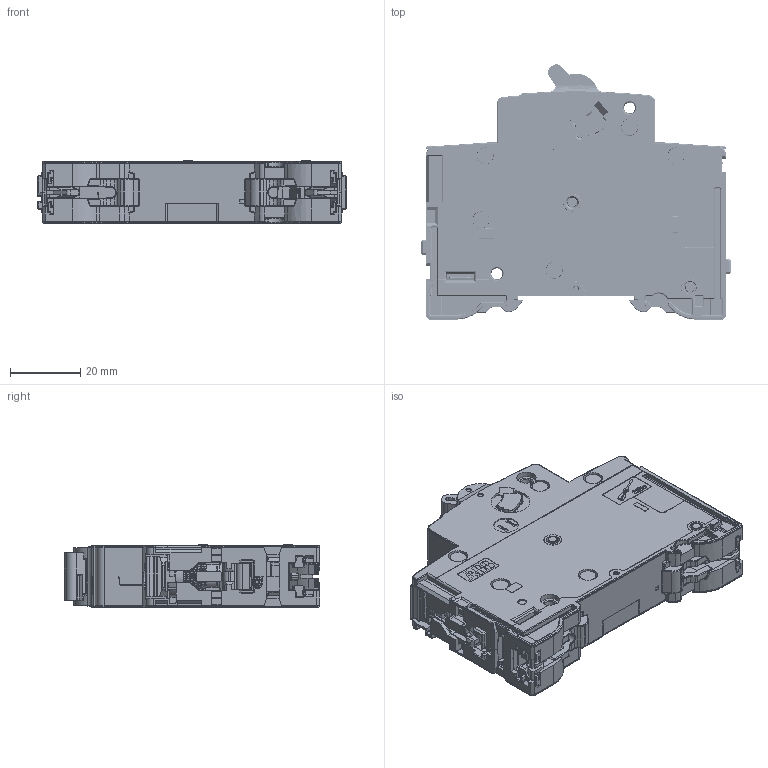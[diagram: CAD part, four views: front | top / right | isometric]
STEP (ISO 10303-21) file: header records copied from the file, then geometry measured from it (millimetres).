
FILE_DESCRIPTION((''),'2;1');
FILE_NAME('2CDS381001_SR_PRT','2021-03-31T20:27:40',('SYSTEM'),(''),'CREO PARAMETRIC BY PTC INC, 2019030','CREO PARAMETRIC BY PTC INC, 2019030','');
FILE_SCHEMA(('CONFIG_CONTROL_DESIGN','SHAPE_APPEARANCE_LAYERS_GROUPS'));
Products named in the file (1): 2CDS381001_SR_PRT
Bounding box: 88 x 72.48 x 17.7 mm (x, y, z)
Volume: 73689.1 mm3; surface area: 22194.8 mm2
Topology: 2 solids, 69 shells, 7635 faces, 21091 edges, 13726 vertices
Faces by surface type: plane 4359, cylinder 1471, extrusion 658, bspline 509, torus 384, cone 184, sphere 70
Entity records: 325380 total; most frequent: CARTESIAN_POINT 93970, ORIENTED_EDGE 42050, DIRECTION 33547, EDGE_CURVE 21025, VECTOR 13815, VERTEX_POINT 13726, LINE 13157, AXIS2_PLACEMENT_3D 9866
